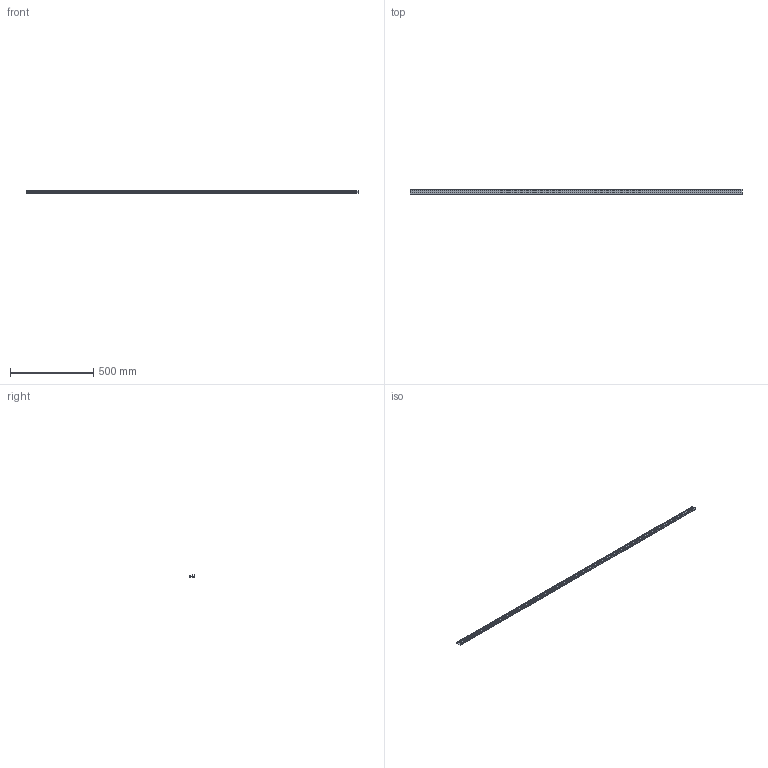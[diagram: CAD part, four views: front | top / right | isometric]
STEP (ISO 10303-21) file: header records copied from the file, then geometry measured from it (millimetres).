
FILE_DESCRIPTION(('CATIA V5 STEP Exchange','CAx-IF Rec.Pracs.--- Model Styling and Organization---1.4--- 2014-01-23'),'2;1');
FILE_NAME ('001032-6_2', '2023-01-06T13:15:02+00:00', ('none'), ('Weidmueller'), 'CATIA Version 5-6 Release 2016 SP3 HF44', 'CATIA V5 STEP AP214', 'none');
FILE_SCHEMA(('AUTOMOTIVE_DESIGN { 1 0 10303 214 1 1 1 1 }'));
Length unit declared in the file: millimetre
Products named in the file (1): TS 32 RAIL
Bounding box: 2000 x 32 x 15 mm (x, y, z)
Volume: 182336.9 mm3; surface area: 249297.9 mm2
Topology: 1 solids, 1 shells, 30 faces, 86 edges, 58 vertices
Faces by surface type: plane 14, extrusion 8, cylinder 8
Entity records: 1094 total; most frequent: CARTESIAN_POINT 306, ORIENTED_EDGE 172, DIRECTION 122, EDGE_CURVE 86, VECTOR 68, LINE 60, VERTEX_POINT 58, AXIS2_PLACEMENT_3D 32
